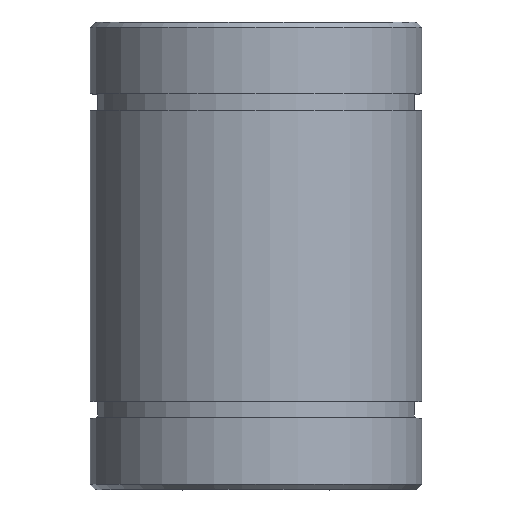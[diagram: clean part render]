
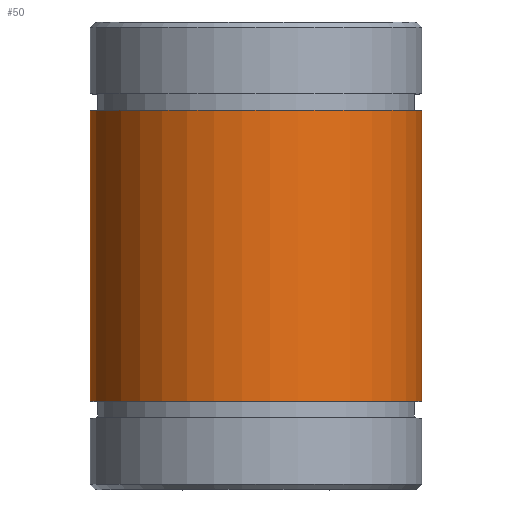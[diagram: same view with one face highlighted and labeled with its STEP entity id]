
A CAD part, top view. The second image highlights one B-rep face of the part: STEP entity #50.
In plain terms, the highlighted cylindrical face has radius 16 mm (diameter 32 mm), a partial arc.
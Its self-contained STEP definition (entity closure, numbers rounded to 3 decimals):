
#50 = ADVANCED_FACE( '', ( #107 ), #108, .T. );
#107 = FACE_OUTER_BOUND( '', #168, .T. );
#108 = CYLINDRICAL_SURFACE( '', #169, 16. );
#168 = EDGE_LOOP( '', ( #243, #244, #245, #246 ) );
#169 = AXIS2_PLACEMENT_3D( '', #247, #248, #249 );
#243 = ORIENTED_EDGE( '', *, *, #396, .T. );
#244 = ORIENTED_EDGE( '', *, *, #399, .F. );
#245 = ORIENTED_EDGE( '', *, *, #392, .F. );
#246 = ORIENTED_EDGE( '', *, *, #400, .T. );
#247 = CARTESIAN_POINT( '', ( 0., -60., 0. ) );
#248 = DIRECTION( '', ( 0., 1., 0. ) );
#249 = DIRECTION( '', ( 0., 0., -1. ) );
#392 = EDGE_CURVE( '', #468, #464, #470, .T. );
#396 = EDGE_CURVE( '', #477, #475, #478, .T. );
#399 = EDGE_CURVE( '', #464, #475, #481, .T. );
#400 = EDGE_CURVE( '', #468, #477, #482, .T. );
#464 = VERTEX_POINT( '', #566 );
#468 = VERTEX_POINT( '', #571 );
#470 = CIRCLE( '', #574, 16. );
#475 = VERTEX_POINT( '', #579 );
#477 = VERTEX_POINT( '', #582 );
#478 = CIRCLE( '', #583, 16. );
#481 = LINE( '', #587, #588 );
#482 = LINE( '', #589, #590 );
#566 = CARTESIAN_POINT( '', ( -7.271, -14., -14.253 ) );
#571 = CARTESIAN_POINT( '', ( 7.271, -14., -14.253 ) );
#574 = AXIS2_PLACEMENT_3D( '', #709, #710, #711 );
#579 = CARTESIAN_POINT( '', ( -7.271, 14., -14.253 ) );
#582 = CARTESIAN_POINT( '', ( 7.271, 14., -14.253 ) );
#583 = AXIS2_PLACEMENT_3D( '', #716, #717, #718 );
#587 = CARTESIAN_POINT( '', ( -7.271, -63.82, -14.253 ) );
#588 = VECTOR( '', #720, 1000. );
#589 = CARTESIAN_POINT( '', ( 7.271, -63.82, -14.253 ) );
#590 = VECTOR( '', #721, 1000. );
#709 = CARTESIAN_POINT( '', ( 0., -14., 0. ) );
#710 = DIRECTION( '', ( 0., -1., 0. ) );
#711 = DIRECTION( '', ( 0., 0., -1. ) );
#716 = CARTESIAN_POINT( '', ( 0., 14., 0. ) );
#717 = DIRECTION( '', ( 0., -1., 0. ) );
#718 = DIRECTION( '', ( 0., 0., -1. ) );
#720 = DIRECTION( '', ( 0., 1., 0. ) );
#721 = DIRECTION( '', ( 0., 1., 0. ) );
